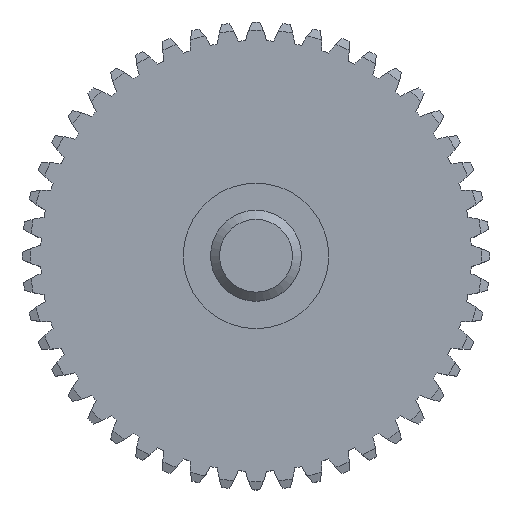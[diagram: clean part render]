
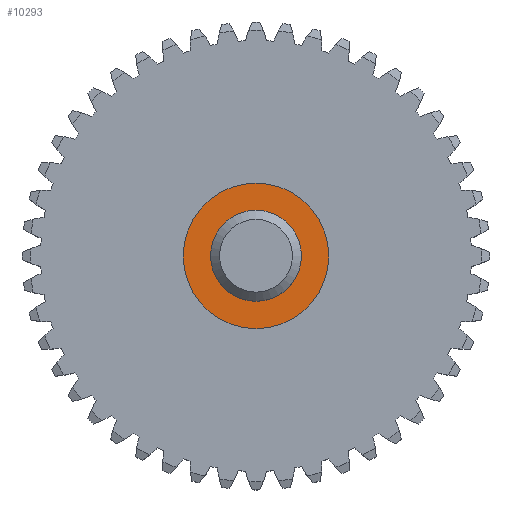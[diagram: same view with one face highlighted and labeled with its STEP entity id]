
A CAD part, top view. The second image highlights one B-rep face of the part: STEP entity #10293.
In plain terms, the highlighted planar face has unit normal (0, 0, 1).
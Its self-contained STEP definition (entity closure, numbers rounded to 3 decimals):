
#23=FACE_BOUND('',#2458,.T.);
#29=PLANE('',#11291);
#802=CIRCLE('',#11289,4.);
#803=CIRCLE('',#11290,4.);
#804=CIRCLE('',#11292,2.5);
#805=CIRCLE('',#11293,2.5);
#1886=FACE_OUTER_BOUND('',#2457,.T.);
#2457=EDGE_LOOP('',(#9238,#9239));
#2458=EDGE_LOOP('',(#9240,#9241));
#4566=VERTEX_POINT('',#28996);
#4567=VERTEX_POINT('',#28997);
#4568=VERTEX_POINT('',#29002);
#4569=VERTEX_POINT('',#29003);
#6252=EDGE_CURVE('',#4566,#4567,#802,.T.);
#6253=EDGE_CURVE('',#4567,#4566,#803,.T.);
#6255=EDGE_CURVE('',#4568,#4569,#804,.T.);
#6256=EDGE_CURVE('',#4569,#4568,#805,.T.);
#9238=ORIENTED_EDGE('',*,*,#6252,.T.);
#9239=ORIENTED_EDGE('',*,*,#6253,.T.);
#9240=ORIENTED_EDGE('',*,*,#6255,.F.);
#9241=ORIENTED_EDGE('',*,*,#6256,.F.);
#10293=ADVANCED_FACE('',(#1886,#23),#29,.T.);
#11289=AXIS2_PLACEMENT_3D('',#28998,#13355,#13356);
#11290=AXIS2_PLACEMENT_3D('',#28999,#13357,#13358);
#11291=AXIS2_PLACEMENT_3D('',#29001,#13360,#13361);
#11292=AXIS2_PLACEMENT_3D('',#29004,#13362,#13363);
#11293=AXIS2_PLACEMENT_3D('',#29005,#13364,#13365);
#13355=DIRECTION('center_axis',(0.,0.,1.));
#13356=DIRECTION('ref_axis',(1.,0.,0.));
#13357=DIRECTION('center_axis',(0.,0.,1.));
#13358=DIRECTION('ref_axis',(1.,0.,0.));
#13360=DIRECTION('center_axis',(0.,0.,1.));
#13361=DIRECTION('ref_axis',(1.,0.,0.));
#13362=DIRECTION('center_axis',(0.,0.,1.));
#13363=DIRECTION('ref_axis',(1.,0.,0.));
#13364=DIRECTION('center_axis',(0.,0.,1.));
#13365=DIRECTION('ref_axis',(1.,0.,0.));
#28996=CARTESIAN_POINT('',(4.,0.,5.));
#28997=CARTESIAN_POINT('',(-4.,0.,5.));
#28998=CARTESIAN_POINT('Origin',(0.,0.,5.));
#28999=CARTESIAN_POINT('Origin',(0.,0.,5.));
#29001=CARTESIAN_POINT('Origin',(2.5,0.,5.));
#29002=CARTESIAN_POINT('',(2.5,0.,5.));
#29003=CARTESIAN_POINT('',(-2.5,0.,5.));
#29004=CARTESIAN_POINT('Origin',(0.,0.,5.));
#29005=CARTESIAN_POINT('Origin',(0.,0.,5.));
